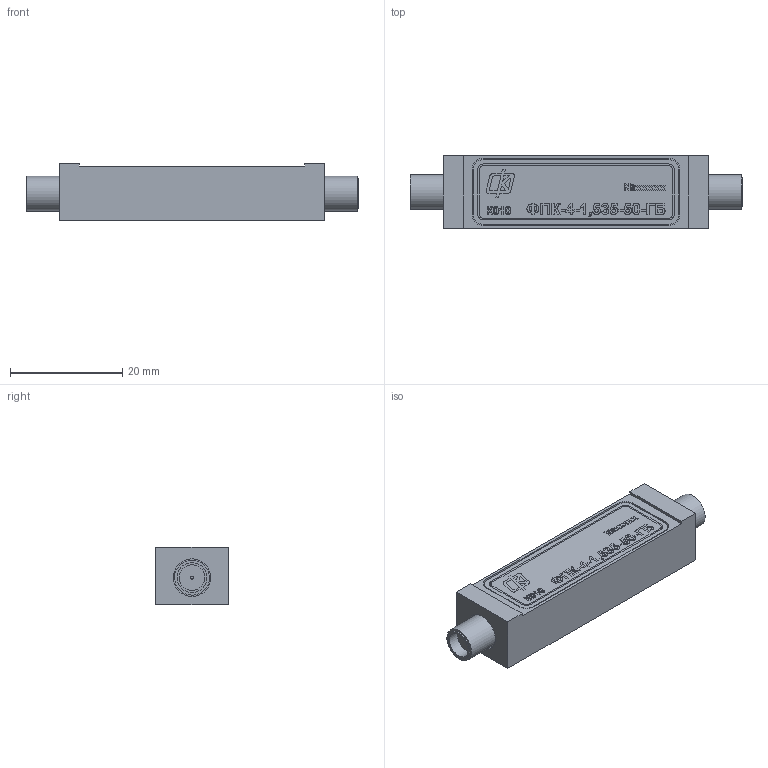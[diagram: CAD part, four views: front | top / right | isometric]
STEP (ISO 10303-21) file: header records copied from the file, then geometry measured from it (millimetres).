
FILE_DESCRIPTION(('STEP AP203'), '1');
FILE_NAME('ÍØÁÀ.468874.003_Ôèëüòð ÔÏÊ-4-1,535-50-ÃÁ', '', ('UNSPECIFIED'), ('UNSPECIFIED'), 'ASCON STEP Converter 1.6', 'ASCON Math Kernel', '');
FILE_SCHEMA(('CONFIG_CONTROL_DESIGN'));
Length unit declared in the file: millimetre
Products named in the file (1): НШБА.468874.003_Фильтр ФПК-4-1,535-50-ГБ
Bounding box: 59.2 x 13 x 10.2 mm (x, y, z)
Volume: 6170 mm3; surface area: 3222.8 mm2
Topology: 1 solids, 5 shells, 495 faces, 1269 edges, 844 vertices
Faces by surface type: plane 314, bspline 126, cylinder 49, cone 4, torus 2
Full cylindrical faces by diameter (mm): 0.5 x4, 1 x2, 1.6 x6, 4.6 x2, 5.35 x4, 5.5 x2, 6.22 x2, 6.7 x4
Entity records: 34045 total; most frequent: CARTESIAN_POINT 19130, ORIENTED_EDGE 2466, DIRECTION 1710, EDGE_CURVE 1233, VERTEX_POINT 840, LINE 782, VECTOR 782, EDGE_LOOP 595
